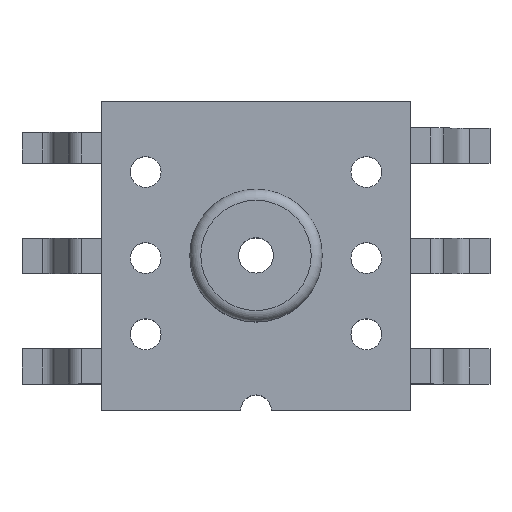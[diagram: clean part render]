
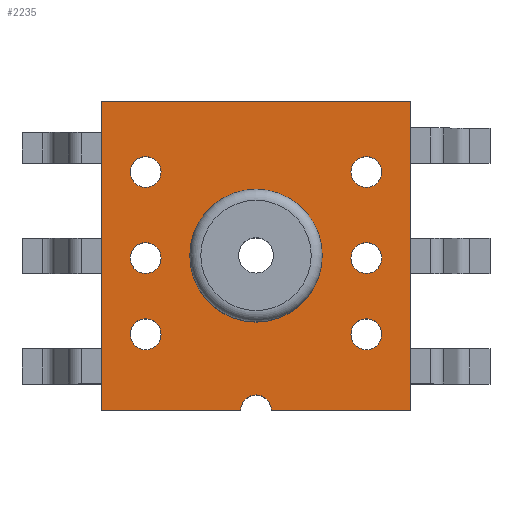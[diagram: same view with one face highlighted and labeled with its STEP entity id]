
A CAD part, top view. The second image highlights one B-rep face of the part: STEP entity #2235.
In plain terms, the highlighted planar face has unit normal (0, 0, 1).
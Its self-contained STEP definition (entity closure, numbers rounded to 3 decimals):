
#44=FACE_BOUND('',#887,.T.);
#45=FACE_BOUND('',#888,.T.);
#46=FACE_BOUND('',#889,.T.);
#47=FACE_BOUND('',#890,.T.);
#48=FACE_BOUND('',#891,.T.);
#49=FACE_BOUND('',#892,.T.);
#50=FACE_BOUND('',#893,.T.);
#132=PLANE('',#2464);
#275=LINE('',#3509,#501);
#291=LINE('',#3552,#517);
#295=LINE('',#3558,#521);
#307=LINE('',#3605,#533);
#357=LINE('',#3745,#583);
#501=VECTOR('',#2832,10.);
#517=VECTOR('',#2872,10.);
#521=VECTOR('',#2878,10.);
#533=VECTOR('',#2926,10.);
#583=VECTOR('',#3098,10.);
#746=FACE_OUTER_BOUND('',#886,.T.);
#886=EDGE_LOOP('',(#2082,#2083,#2084,#2085,#2086,#2087));
#887=EDGE_LOOP('',(#2088));
#888=EDGE_LOOP('',(#2089));
#889=EDGE_LOOP('',(#2090));
#890=EDGE_LOOP('',(#2091));
#891=EDGE_LOOP('',(#2092));
#892=EDGE_LOOP('',(#2093));
#893=EDGE_LOOP('',(#2094));
#951=CIRCLE('',#2382,0.35);
#975=CIRCLE('',#2450,0.35);
#976=CIRCLE('',#2452,1.5);
#977=CIRCLE('',#2454,0.35);
#978=CIRCLE('',#2456,0.35);
#979=CIRCLE('',#2458,0.35);
#980=CIRCLE('',#2460,0.35);
#981=CIRCLE('',#2462,0.35);
#1122=VERTEX_POINT('',#3502);
#1125=VERTEX_POINT('',#3507);
#1138=VERTEX_POINT('',#3545);
#1139=VERTEX_POINT('',#3547);
#1140=VERTEX_POINT('',#3551);
#1158=VERTEX_POINT('',#3604);
#1181=VERTEX_POINT('',#3717);
#1182=VERTEX_POINT('',#3721);
#1183=VERTEX_POINT('',#3725);
#1184=VERTEX_POINT('',#3729);
#1185=VERTEX_POINT('',#3733);
#1186=VERTEX_POINT('',#3737);
#1187=VERTEX_POINT('',#3741);
#1375=EDGE_CURVE('',#1122,#1125,#275,.T.);
#1395=EDGE_CURVE('',#1139,#1138,#951,.T.);
#1397=EDGE_CURVE('',#1140,#1139,#291,.T.);
#1401=EDGE_CURVE('',#1138,#1122,#295,.T.);
#1424=EDGE_CURVE('',#1158,#1140,#307,.T.);
#1479=EDGE_CURVE('',#1181,#1181,#975,.T.);
#1481=EDGE_CURVE('',#1182,#1182,#976,.T.);
#1483=EDGE_CURVE('',#1183,#1183,#977,.T.);
#1485=EDGE_CURVE('',#1184,#1184,#978,.T.);
#1487=EDGE_CURVE('',#1185,#1185,#979,.T.);
#1489=EDGE_CURVE('',#1186,#1186,#980,.T.);
#1491=EDGE_CURVE('',#1187,#1187,#981,.T.);
#1493=EDGE_CURVE('',#1125,#1158,#357,.T.);
#2082=ORIENTED_EDGE('',*,*,#1395,.T.);
#2083=ORIENTED_EDGE('',*,*,#1401,.T.);
#2084=ORIENTED_EDGE('',*,*,#1375,.T.);
#2085=ORIENTED_EDGE('',*,*,#1493,.T.);
#2086=ORIENTED_EDGE('',*,*,#1424,.T.);
#2087=ORIENTED_EDGE('',*,*,#1397,.T.);
#2088=ORIENTED_EDGE('',*,*,#1491,.T.);
#2089=ORIENTED_EDGE('',*,*,#1489,.T.);
#2090=ORIENTED_EDGE('',*,*,#1487,.T.);
#2091=ORIENTED_EDGE('',*,*,#1485,.T.);
#2092=ORIENTED_EDGE('',*,*,#1483,.T.);
#2093=ORIENTED_EDGE('',*,*,#1481,.T.);
#2094=ORIENTED_EDGE('',*,*,#1479,.T.);
#2235=ADVANCED_FACE('',(#746,#44,#45,#46,#47,#48,#49,#50),#132,.T.);
#2382=AXIS2_PLACEMENT_3D('',#3548,#2867,#2868);
#2450=AXIS2_PLACEMENT_3D('',#3718,#3063,#3064);
#2452=AXIS2_PLACEMENT_3D('',#3722,#3068,#3069);
#2454=AXIS2_PLACEMENT_3D('',#3726,#3073,#3074);
#2456=AXIS2_PLACEMENT_3D('',#3730,#3078,#3079);
#2458=AXIS2_PLACEMENT_3D('',#3734,#3083,#3084);
#2460=AXIS2_PLACEMENT_3D('',#3738,#3088,#3089);
#2462=AXIS2_PLACEMENT_3D('',#3742,#3093,#3094);
#2464=AXIS2_PLACEMENT_3D('',#3746,#3099,#3100);
#2832=DIRECTION('',(0.,1.,0.));
#2867=DIRECTION('center_axis',(0.,0.,-1.));
#2868=DIRECTION('ref_axis',(1.,0.,0.));
#2872=DIRECTION('',(1.,0.,0.));
#2878=DIRECTION('',(1.,0.,0.));
#2926=DIRECTION('',(0.,-1.,0.));
#3063=DIRECTION('center_axis',(0.,0.,-1.));
#3064=DIRECTION('ref_axis',(1.,0.,0.));
#3068=DIRECTION('center_axis',(0.,0.,-1.));
#3069=DIRECTION('ref_axis',(1.,0.,0.));
#3073=DIRECTION('center_axis',(0.,0.,-1.));
#3074=DIRECTION('ref_axis',(1.,0.,0.));
#3078=DIRECTION('center_axis',(0.,0.,-1.));
#3079=DIRECTION('ref_axis',(1.,0.,0.));
#3083=DIRECTION('center_axis',(0.,0.,-1.));
#3084=DIRECTION('ref_axis',(1.,0.,0.));
#3088=DIRECTION('center_axis',(0.,0.,-1.));
#3089=DIRECTION('ref_axis',(1.,0.,0.));
#3093=DIRECTION('center_axis',(0.,0.,-1.));
#3094=DIRECTION('ref_axis',(1.,0.,0.));
#3098=DIRECTION('',(-1.,0.,0.));
#3099=DIRECTION('center_axis',(0.,0.,1.));
#3100=DIRECTION('ref_axis',(1.,0.,0.));
#3502=CARTESIAN_POINT('',(7.,0.,3.));
#3507=CARTESIAN_POINT('',(7.,7.,3.));
#3509=CARTESIAN_POINT('',(7.,0.,3.));
#3545=CARTESIAN_POINT('',(3.85,0.,3.));
#3547=CARTESIAN_POINT('',(3.15,0.,3.));
#3548=CARTESIAN_POINT('Origin',(3.5,0.,3.));
#3551=CARTESIAN_POINT('',(0.,0.,3.));
#3552=CARTESIAN_POINT('',(0.,0.,3.));
#3558=CARTESIAN_POINT('',(0.,0.,3.));
#3604=CARTESIAN_POINT('',(0.,7.,3.));
#3605=CARTESIAN_POINT('',(0.,7.,3.));
#3717=CARTESIAN_POINT('',(0.65,3.45,3.));
#3718=CARTESIAN_POINT('Origin',(1.,3.45,3.));
#3721=CARTESIAN_POINT('',(2.,3.5,3.));
#3722=CARTESIAN_POINT('Origin',(3.5,3.5,3.));
#3725=CARTESIAN_POINT('',(0.65,5.4,3.));
#3726=CARTESIAN_POINT('Origin',(1.,5.4,3.));
#3729=CARTESIAN_POINT('',(5.65,5.4,3.));
#3730=CARTESIAN_POINT('Origin',(6.,5.4,3.));
#3733=CARTESIAN_POINT('',(5.65,3.45,3.));
#3734=CARTESIAN_POINT('Origin',(6.,3.45,3.));
#3737=CARTESIAN_POINT('',(5.65,1.725,3.));
#3738=CARTESIAN_POINT('Origin',(6.,1.725,3.));
#3741=CARTESIAN_POINT('',(0.65,1.725,3.));
#3742=CARTESIAN_POINT('Origin',(1.,1.725,3.));
#3745=CARTESIAN_POINT('',(7.,7.,3.));
#3746=CARTESIAN_POINT('Origin',(3.5,3.5,3.));
